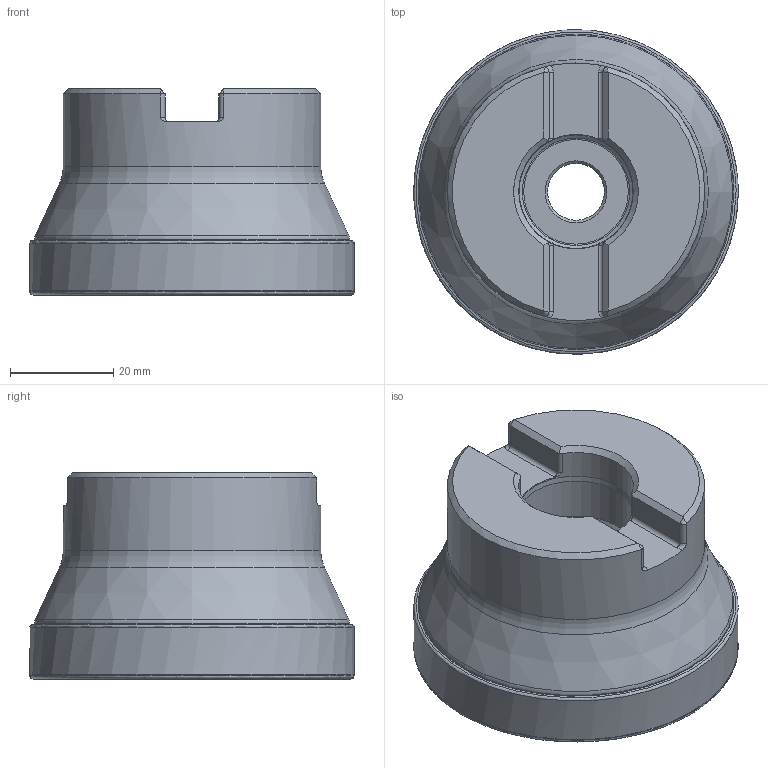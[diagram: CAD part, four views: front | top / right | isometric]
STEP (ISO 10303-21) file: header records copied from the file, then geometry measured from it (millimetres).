
FILE_DESCRIPTION(/* description */ (''),/* implementation_level */ '2;1');
FILE_NAME(/* name */ '63A09R_S90AD11E_C_3D(R08).stp',/* time_stamp */ '2016-06-24T12:16:24+02:00',/* author */ (''),/* organization */ (''),/* preprocessor_version */ 'ST-DEVELOPER v15',/* originating_system */ 'SIEMENS PLM Software NX 8.5',/* authorisation */ '');
FILE_SCHEMA (('AUTOMOTIVE_DESIGN { 1 0 10303 214 3 1 1 1 }'));
Length unit declared in the file: millimetre
Products named in the file (1): czsu176898E69chr
Bounding box: 62.88 x 62.88 x 40 mm (x, y, z)
Volume: 73854.5 mm3; surface area: 19701.2 mm2
Topology: 1 solids, 2 shells, 98 faces, 246 edges, 152 vertices
Faces by surface type: cylinder 24, revolution 22, cone 18, torus 18, plane 16
Full cylindrical faces by diameter (mm): 11 x1, 18.1 x1, 22.006 x1, 22.2 x1, 49.9 x1, 61.093 x1
Entity records: 2774 total; most frequent: CARTESIAN_POINT 752, DIRECTION 418, ORIENTED_EDGE 338, AXIS2_PLACEMENT_3D 175, EDGE_CURVE 169, EDGE_LOOP 150, VERTEX_POINT 123, FACE_BOUND 104
